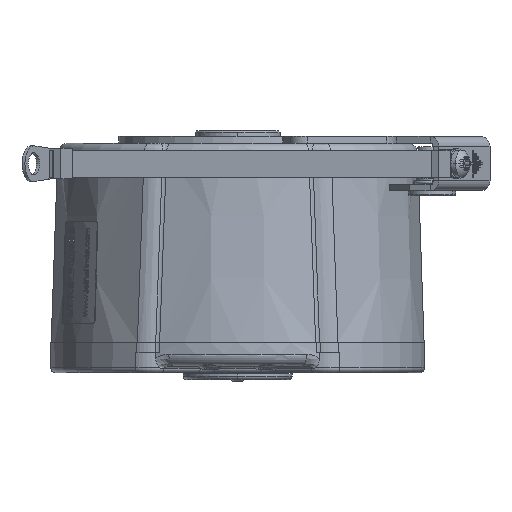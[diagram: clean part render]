
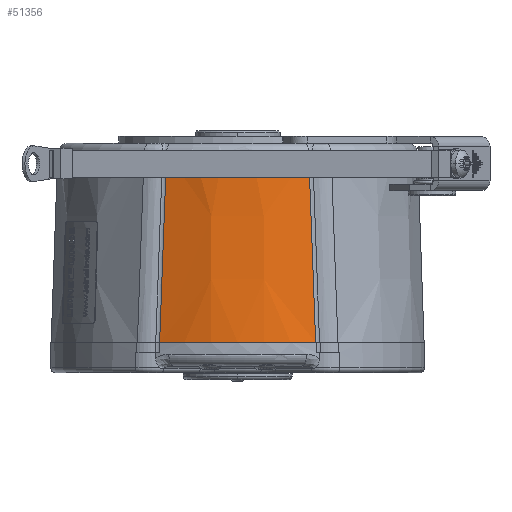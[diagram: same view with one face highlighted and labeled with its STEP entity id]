
A CAD part, front view. The second image highlights one B-rep face of the part: STEP entity #51356.
In plain terms, the highlighted conical face has half-angle 2 degrees and reference radius 51.889 mm.
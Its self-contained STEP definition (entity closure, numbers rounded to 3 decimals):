
#13996=CARTESIAN_POINT('',(-20.894,-46.434,
8.405));
#13998=CARTESIAN_POINT('',(0.,0.,-47.2));
#13999=DIRECTION('',(0.,0.,1.));
#14000=DIRECTION('',(-0.434,-0.901,0.));
#14001=AXIS2_PLACEMENT_3D('',#13998,#13999,#14000);
#14003=CARTESIAN_POINT('',(-22.935,-47.626,-47.2));
#14004=CARTESIAN_POINT('',(-22.701,-47.49,
-40.782));
#14005=CARTESIAN_POINT('',(-22.238,-47.22,
-28.106));
#14006=CARTESIAN_POINT('',(-21.557,-46.822,
-9.542));
#14007=CARTESIAN_POINT('',(-21.113,-46.563,
2.479));
#14008=CARTESIAN_POINT('',(-20.894,-46.434,
8.405));
#14010=CARTESIAN_POINT('',(0.,0.,8.405));
#14011=DIRECTION('',(0.,0.,1.));
#14012=DIRECTION('',(-0.41,-0.912,0.));
#14013=AXIS2_PLACEMENT_3D('',#14010,#14011,#14012);
#14015=CARTESIAN_POINT('',(20.894,-46.434,
8.405));
#14016=CARTESIAN_POINT('',(21.113,-46.562,
2.485));
#14017=CARTESIAN_POINT('',(21.557,-46.821,
-9.526));
#14018=CARTESIAN_POINT('',(22.239,-47.22,
-28.108));
#14019=CARTESIAN_POINT('',(22.701,-47.49,
-40.783));
#14020=CARTESIAN_POINT('',(22.935,-47.626,-47.2));
#38002=VERTEX_POINT('',#13996);
#38003=CARTESIAN_POINT('',(20.894,-46.434,
8.405));
#38004=VERTEX_POINT('',#38003);
#38648=CARTESIAN_POINT('',(-22.935,-47.626,-47.2));
#38649=CARTESIAN_POINT('',(22.935,-47.626,-47.2));
#38650=VERTEX_POINT('',#38648);
#38651=VERTEX_POINT('',#38649);
#51344=CARTESIAN_POINT('',(0.,0.,-19.398));
#51345=DIRECTION('',(0.,0.,-1.));
#51346=DIRECTION('',(-1.,0.,0.));
#51347=AXIS2_PLACEMENT_3D('',#51344,#51345,#51346);
#51348=CONICAL_SURFACE('',#51347,51.889,2.);
#51349=ORIENTED_EDGE('',*,*,#51153,.F.);
#51350=ORIENTED_EDGE('',*,*,#51339,.T.);
#51351=ORIENTED_EDGE('',*,*,#49262,.T.);
#51353=ORIENTED_EDGE('',*,*,#51352,.T.);
#51354=EDGE_LOOP('',(#51349,#51350,#51351,#51353));
#51355=FACE_OUTER_BOUND('',#51354,.F.);
#14002=CIRCLE('',#14001,52.86);
#14009=B_SPLINE_CURVE_WITH_KNOTS('',3,(#14003,#14004,#14005,#14006,#14007,
#14008),.UNSPECIFIED.,.F.,.F.,(4,1,1,4),(0.,0.333,
0.667,1.),.UNSPECIFIED.);
#14014=CIRCLE('',#14013,50.919);
#14021=B_SPLINE_CURVE_WITH_KNOTS('',3,(#14015,#14016,#14017,#14018,#14019,
#14020),.UNSPECIFIED.,.F.,.F.,(4,1,1,4),(0.,0.333,
0.667,1.),.UNSPECIFIED.);
#49262=EDGE_CURVE('',#38002,#38004,#14014,.T.);
#51153=EDGE_CURVE('',#38650,#38651,#14002,.T.);
#51339=EDGE_CURVE('',#38650,#38002,#14009,.T.);
#51352=EDGE_CURVE('',#38004,#38651,#14021,.T.);
#51356=ADVANCED_FACE('',(#51355),#51348,.T.);
